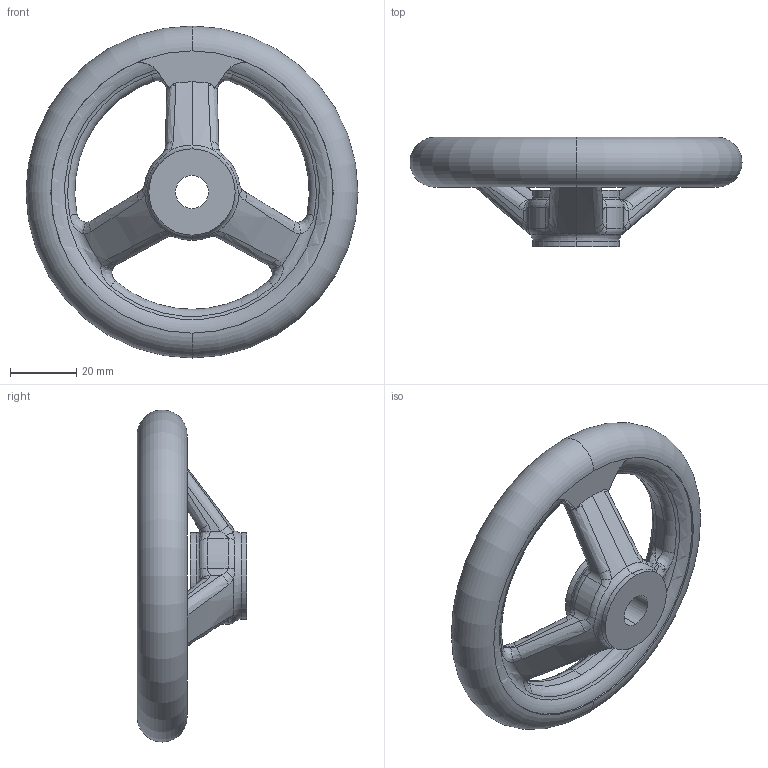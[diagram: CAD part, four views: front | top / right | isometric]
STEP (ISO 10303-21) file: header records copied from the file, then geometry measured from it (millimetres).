
FILE_DESCRIPTION (( 'STEP AP203' ), '1' );
FILE_NAME ('WDS-8193-201.step.step', '2014-09-29T13:19:28', ( 'Windows User' ), ( '' ), 'SwSTEP 2.0', 'SolidWorks 2014', '' );
FILE_SCHEMA (( 'CONFIG_CONTROL_DESIGN' ));
Length unit declared in the file: millimetre
Products named in the file (1): WDS-8193-201.step
Bounding box: 100 x 33 x 100 mm (x, y, z)
Volume: 63796.5 mm3; surface area: 18252.7 mm2
Topology: 1 solids, 1 shells, 169 faces, 416 edges, 241 vertices
Faces by surface type: bspline 79, cylinder 41, torus 27, plane 14, cone 8
Entity records: 7780 total; most frequent: CARTESIAN_POINT 4271, ORIENTED_EDGE 828, DIRECTION 602, EDGE_CURVE 414, AXIS2_PLACEMENT_3D 274, VERTEX_POINT 241, CIRCLE 183, B_SPLINE_CURVE_WITH_KNOTS 177
